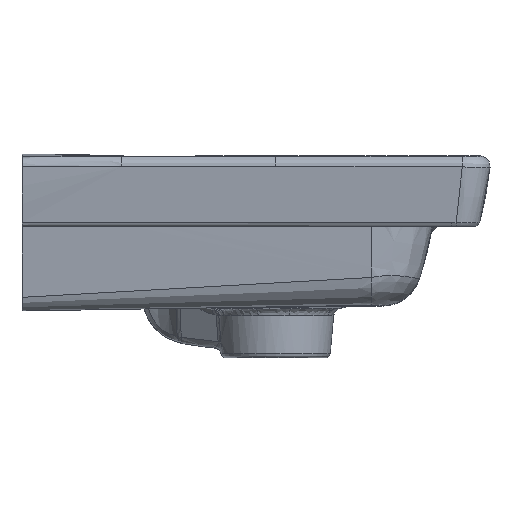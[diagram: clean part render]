
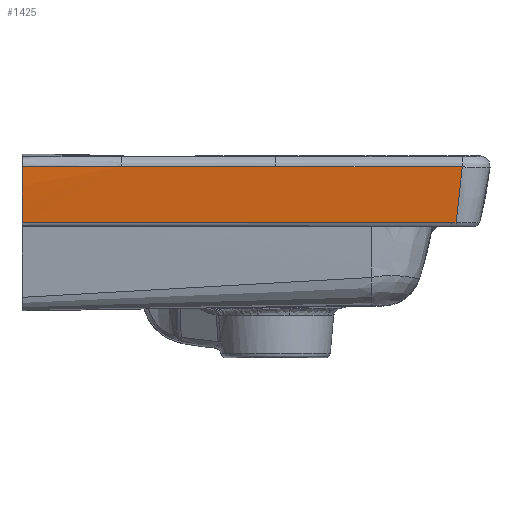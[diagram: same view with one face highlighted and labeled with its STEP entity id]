
A CAD part, left-side view. The second image highlights one B-rep face of the part: STEP entity #1425.
In plain terms, the highlighted cylindrical face has radius 281.7 mm (diameter 563.4 mm), a partial arc.
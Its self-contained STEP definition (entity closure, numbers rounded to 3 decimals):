
#247=CIRCLE('',#5537,281.7);
#248=CIRCLE('',#5538,281.7);
#367=CYLINDRICAL_SURFACE('',#5571,281.7);
#778=B_SPLINE_CURVE_WITH_KNOTS('',3,(#14005,#14006,#14007,#14008,#14009,
#14010,#14011,#14012,#14013,#14014,#14015,#14016,#14017,#14018,#14019,#14020),
 .UNSPECIFIED.,.F.,.F.,(4,1,1,1,1,1,1,1,1,1,1,1,1,4),(0.,0.063,0.125,0.141,
0.156,0.172,0.188,0.25,0.375,0.5,0.625,0.75,0.875,1.),
 .UNSPECIFIED.);
#781=B_SPLINE_CURVE_WITH_KNOTS('',3,(#14192,#14193,#14194,#14195),
 .UNSPECIFIED.,.F.,.F.,(4,4),(0.,1.),.UNSPECIFIED.);
#782=B_SPLINE_CURVE_WITH_KNOTS('',3,(#14197,#14198,#14199,#14200,#14201,
#14202,#14203,#14204,#14205,#14206),.UNSPECIFIED.,.F.,.F.,(4,2,2,2,4),(0.,
0.125,0.25,0.5,1.),.UNSPECIFIED.);
#783=B_SPLINE_CURVE_WITH_KNOTS('',3,(#14208,#14209,#14210,#14211,#14212,
#14213,#14214,#14215,#14216,#14217),.UNSPECIFIED.,.F.,.F.,(4,3,3,4),(0.,
0.298,0.596,1.),.UNSPECIFIED.);
#1175=LINE('',#14188,#1260);
#1176=LINE('',#14190,#1261);
#1260=VECTOR('',#5934,1.);
#1261=VECTOR('',#5935,1.);
#1425=ADVANCED_FACE('',(#1795),#367,.T.);
#1795=FACE_OUTER_BOUND('',#2134,.T.);
#2134=EDGE_LOOP('',(#3055,#3056,#3057,#3058,#3059,#3060,#3061,#3062));
#3055=ORIENTED_EDGE('',*,*,#5008,.F.);
#3056=ORIENTED_EDGE('',*,*,#4869,.F.);
#3057=ORIENTED_EDGE('',*,*,#4868,.F.);
#3058=ORIENTED_EDGE('',*,*,#5011,.T.);
#3059=ORIENTED_EDGE('',*,*,#5012,.T.);
#3060=ORIENTED_EDGE('',*,*,#5013,.T.);
#3061=ORIENTED_EDGE('',*,*,#5014,.T.);
#3062=ORIENTED_EDGE('',*,*,#5015,.T.);
#4264=VERTEX_POINT('',#10972);
#4265=VERTEX_POINT('',#10974);
#4266=VERTEX_POINT('',#10976);
#4353=VERTEX_POINT('',#14021);
#4355=VERTEX_POINT('',#14189);
#4356=VERTEX_POINT('',#14191);
#4357=VERTEX_POINT('',#14196);
#4358=VERTEX_POINT('',#14207);
#4868=EDGE_CURVE('',#4264,#4265,#247,.T.);
#4869=EDGE_CURVE('',#4265,#4266,#248,.T.);
#5008=EDGE_CURVE('',#4266,#4353,#778,.T.);
#5011=EDGE_CURVE('',#4264,#4355,#1175,.T.);
#5012=EDGE_CURVE('',#4355,#4356,#1176,.T.);
#5013=EDGE_CURVE('',#4356,#4357,#781,.T.);
#5014=EDGE_CURVE('',#4357,#4358,#782,.T.);
#5015=EDGE_CURVE('',#4358,#4353,#783,.T.);
#5537=AXIS2_PLACEMENT_3D('',#10973,#5853,#5854);
#5538=AXIS2_PLACEMENT_3D('',#10975,#5855,#5856);
#5571=AXIS2_PLACEMENT_3D('',#14218,#5936,#5937);
#5853=DIRECTION('',(0.,1.,0.));
#5854=DIRECTION('',(0.,0.,1.));
#5855=DIRECTION('',(0.,1.,0.));
#5856=DIRECTION('',(0.,0.,1.));
#5934=DIRECTION('',(0.,-1.,0.));
#5935=DIRECTION('',(0.,-1.,0.));
#5936=DIRECTION('',(0.,-1.,0.));
#5937=DIRECTION('',(0.,0.,-1.));
#10972=CARTESIAN_POINT('',(-180.703,0.,-42.527));
#10973=CARTESIAN_POINT('',(96.614,0.,6.975));
#10974=CARTESIAN_POINT('',(-184.759,0.,-6.602));
#10975=CARTESIAN_POINT('',(96.614,0.,6.975));
#10976=CARTESIAN_POINT('',(-184.78,0.,-6.149));
#14005=CARTESIAN_POINT('',(-184.78,0.,-6.149));
#14006=CARTESIAN_POINT('',(-184.78,-1.349,-6.149));
#14007=CARTESIAN_POINT('',(-184.78,-4.046,-6.149));
#14008=CARTESIAN_POINT('',(-184.78,-7.08,-6.149));
#14009=CARTESIAN_POINT('',(-184.78,-9.102,-6.149));
#14010=CARTESIAN_POINT('',(-184.78,-10.114,-6.149));
#14011=CARTESIAN_POINT('',(-184.78,-11.125,-6.149));
#14012=CARTESIAN_POINT('',(-184.78,-13.148,-6.149));
#14013=CARTESIAN_POINT('',(-184.78,-17.53,-6.149));
#14014=CARTESIAN_POINT('',(-184.78,-24.273,-6.149));
#14015=CARTESIAN_POINT('',(-184.78,-32.364,-6.149));
#14016=CARTESIAN_POINT('',(-184.78,-40.455,-6.149));
#14017=CARTESIAN_POINT('',(-184.78,-48.546,-6.149));
#14018=CARTESIAN_POINT('',(-184.78,-56.637,-6.149));
#14019=CARTESIAN_POINT('',(-184.78,-62.031,-6.149));
#14020=CARTESIAN_POINT('',(-184.78,-64.728,-6.149));
#14021=CARTESIAN_POINT('',(-184.78,-64.728,-6.149));
#14188=CARTESIAN_POINT('',(-180.703,5.,-42.527));
#14189=CARTESIAN_POINT('',(-180.703,-279.265,-42.527));
#14190=CARTESIAN_POINT('',(-180.703,5.,-42.527));
#14191=CARTESIAN_POINT('',(-180.703,-282.285,-42.527));
#14192=CARTESIAN_POINT('',(-180.703,-282.284,-42.527));
#14193=CARTESIAN_POINT('',(-182.841,-283.625,-30.551));
#14194=CARTESIAN_POINT('',(-184.202,-284.965,-18.436));
#14195=CARTESIAN_POINT('',(-184.774,-286.305,-6.283));
#14196=CARTESIAN_POINT('',(-184.774,-286.305,-6.283));
#14197=CARTESIAN_POINT('',(-184.774,-286.305,-6.283));
#14198=CARTESIAN_POINT('',(-184.777,-281.251,-6.226));
#14199=CARTESIAN_POINT('',(-184.775,-276.197,-6.258));
#14200=CARTESIAN_POINT('',(-184.776,-266.088,-6.255));
#14201=CARTESIAN_POINT('',(-184.776,-261.033,-6.252));
#14202=CARTESIAN_POINT('',(-184.776,-245.87,-6.246));
#14203=CARTESIAN_POINT('',(-184.776,-235.761,-6.241));
#14204=CARTESIAN_POINT('',(-184.777,-205.435,-6.232));
#14205=CARTESIAN_POINT('',(-184.777,-185.218,-6.228));
#14206=CARTESIAN_POINT('',(-184.777,-165.,-6.228));
#14207=CARTESIAN_POINT('',(-184.777,-165.,-6.228));
#14208=CARTESIAN_POINT('',(-184.777,-165.,-6.228));
#14209=CARTESIAN_POINT('',(-184.777,-155.047,-6.228));
#14210=CARTESIAN_POINT('',(-184.775,-145.093,-6.269));
#14211=CARTESIAN_POINT('',(-184.774,-135.14,-6.293));
#14212=CARTESIAN_POINT('',(-184.773,-125.187,-6.318));
#14213=CARTESIAN_POINT('',(-184.772,-115.234,-6.326));
#14214=CARTESIAN_POINT('',(-184.773,-105.28,-6.306));
#14215=CARTESIAN_POINT('',(-184.774,-91.763,-6.28));
#14216=CARTESIAN_POINT('',(-184.778,-78.245,-6.198));
#14217=CARTESIAN_POINT('',(-184.78,-64.728,-6.149));
#14218=CARTESIAN_POINT('',(96.614,5.,6.975));
